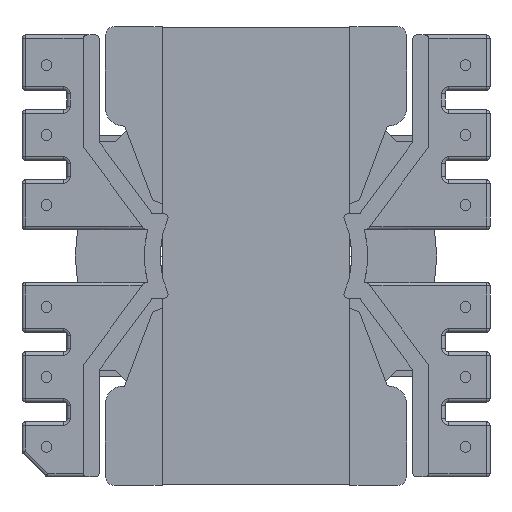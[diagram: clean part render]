
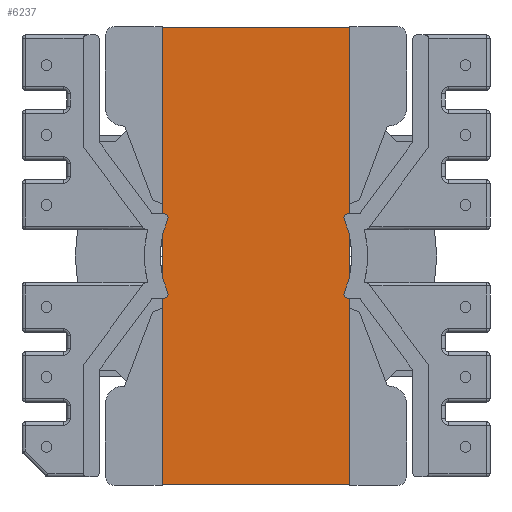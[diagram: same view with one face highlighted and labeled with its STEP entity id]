
A CAD part, front view. The second image highlights one B-rep face of the part: STEP entity #6237.
In plain terms, the highlighted face is planar.
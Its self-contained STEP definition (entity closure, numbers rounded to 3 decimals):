
#142 = CARTESIAN_POINT ( 'NONE',  ( -0.16, -33.18, -13.72 ) ) ;
#445 = VERTEX_POINT ( 'NONE', #142 ) ;
#693 = FACE_OUTER_BOUND ( 'NONE', #14209, .T. ) ;
#808 = DIRECTION ( 'NONE',  ( 0., 0., 1. ) ) ;
#1129 = DIRECTION ( 'NONE',  ( 0., -1., 0. ) ) ;
#1655 = VERTEX_POINT ( 'NONE', #4610 ) ;
#1692 = CARTESIAN_POINT ( 'NONE',  ( -0.16, 0.16, 0. ) ) ;
#2044 = CARTESIAN_POINT ( 'NONE',  ( -0.16, -33.18, -13.72 ) ) ;
#2192 = VECTOR ( 'NONE', #9057, 1000. ) ;
#2631 = LINE ( 'NONE', #9672, #15335 ) ;
#3494 = PLANE ( 'NONE',  #9607 ) ;
#3551 = VERTEX_POINT ( 'NONE', #12345 ) ;
#3587 = ORIENTED_EDGE ( 'NONE', *, *, #3908, .T. ) ;
#3631 = VECTOR ( 'NONE', #808, 1000. ) ;
#3706 = CARTESIAN_POINT ( 'NONE',  ( -0.16, 0.16, -13.72 ) ) ;
#3908 = EDGE_CURVE ( 'NONE', #445, #3551, #6910, .T. ) ;
#4383 = ORIENTED_EDGE ( 'NONE', *, *, #12691, .T. ) ;
#4425 = ORIENTED_EDGE ( 'NONE', *, *, #14077, .F. ) ;
#4610 = CARTESIAN_POINT ( 'NONE',  ( -0.16, 0.16, -13.72 ) ) ;
#5619 = ORIENTED_EDGE ( 'NONE', *, *, #9324, .F. ) ;
#5966 = DIRECTION ( 'NONE',  ( 0., -1., 0. ) ) ;
#6237 = ADVANCED_FACE ( 'NONE', ( #693 ), #3494, .T. ) ;
#6910 = LINE ( 'NONE', #2044, #3631 ) ;
#9038 = VECTOR ( 'NONE', #11062, 1000. ) ;
#9057 = DIRECTION ( 'NONE',  ( 0., -1., 0. ) ) ;
#9324 = EDGE_CURVE ( 'NONE', #1655, #11944, #15593, .T. ) ;
#9607 = AXIS2_PLACEMENT_3D ( 'NONE', #12091, #13339, #5966 ) ;
#9672 = CARTESIAN_POINT ( 'NONE',  ( -0.16, 0.16, -13.72 ) ) ;
#9731 = CARTESIAN_POINT ( 'NONE',  ( -0.16, 0.16, 0. ) ) ;
#11062 = DIRECTION ( 'NONE',  ( 0., 0., 1. ) ) ;
#11255 = LINE ( 'NONE', #1692, #2192 ) ;
#11944 = VERTEX_POINT ( 'NONE', #9731 ) ;
#12091 = CARTESIAN_POINT ( 'NONE',  ( -0.16, 0.16, -13.72 ) ) ;
#12345 = CARTESIAN_POINT ( 'NONE',  ( -0.16, -33.18, 0. ) ) ;
#12691 = EDGE_CURVE ( 'NONE', #1655, #445, #2631, .T. ) ;
#13339 = DIRECTION ( 'NONE',  ( -1., 0., 0. ) ) ;
#14077 = EDGE_CURVE ( 'NONE', #11944, #3551, #11255, .T. ) ;
#14209 = EDGE_LOOP ( 'NONE', ( #4425, #5619, #4383, #3587 ) ) ;
#15335 = VECTOR ( 'NONE', #1129, 1000. ) ;
#15593 = LINE ( 'NONE', #3706, #9038 ) ;
